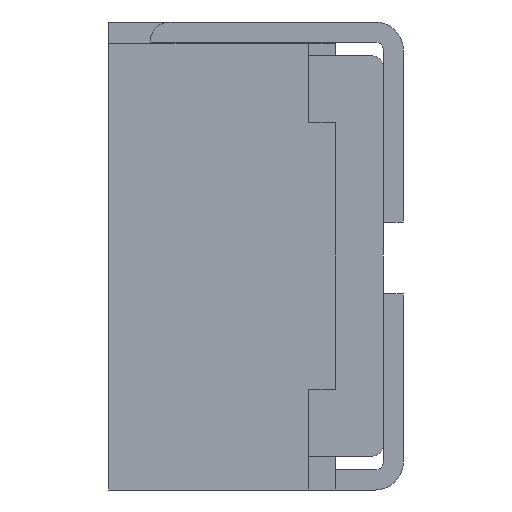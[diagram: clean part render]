
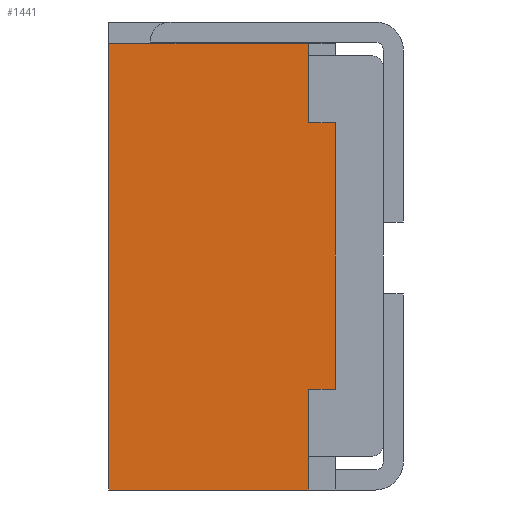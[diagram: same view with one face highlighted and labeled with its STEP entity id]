
A CAD part, left-side view. The second image highlights one B-rep face of the part: STEP entity #1441.
In plain terms, the highlighted planar face has unit normal (-1, 0, 0).
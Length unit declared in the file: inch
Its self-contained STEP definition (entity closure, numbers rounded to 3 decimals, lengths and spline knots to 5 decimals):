
#9=DIRECTION('',(0.,0.,1.));
#10=VECTOR('',#9,0.07874);
#11=CARTESIAN_POINT('',(-0.06299,0.,-0.03937));
#12=LINE('',#11,#10);
#35=DIRECTION('',(0.,0.,1.));
#36=VECTOR('',#35,0.02972);
#37=CARTESIAN_POINT('',(-0.06299,0.00787,
-0.06909));
#38=LINE('',#37,#36);
#39=DIRECTION('',(0.,1.,0.));
#40=VECTOR('',#39,0.05906);
#41=CARTESIAN_POINT('',(-0.06299,0.00787,
-0.06909));
#42=LINE('',#41,#40);
#43=DIRECTION('',(0.,1.,0.));
#44=VECTOR('',#43,0.05906);
#45=CARTESIAN_POINT('',(-0.06299,0.00787,
0.0628));
#46=LINE('',#45,#44);
#47=DIRECTION('',(0.,0.,1.));
#48=VECTOR('',#47,0.02343);
#49=CARTESIAN_POINT('',(-0.06299,0.00787,
0.03937));
#50=LINE('',#49,#48);
#51=DIRECTION('',(0.,1.,0.));
#52=VECTOR('',#51,0.00787);
#53=CARTESIAN_POINT('',(-0.06299,0.,0.03937));
#54=LINE('',#53,#52);
#55=DIRECTION('',(0.,1.,0.));
#56=VECTOR('',#55,0.00787);
#57=CARTESIAN_POINT('',(-0.06299,0.,-0.03937));
#58=LINE('',#57,#56);
#297=DIRECTION('',(0.,0.,1.));
#298=VECTOR('',#297,0.13189);
#299=CARTESIAN_POINT('',(-0.06299,0.06693,
-0.06909));
#300=LINE('',#299,#298);
#1067=CARTESIAN_POINT('',(-0.06299,0.06693,
0.0628));
#1068=VERTEX_POINT('',#1067);
#1075=CARTESIAN_POINT('',(-0.06299,0.06693,
-0.06909));
#1076=VERTEX_POINT('',#1075);
#1079=CARTESIAN_POINT('',(-0.06299,0.00787,
-0.06909));
#1080=CARTESIAN_POINT('',(-0.06299,0.00787,
-0.03937));
#1081=VERTEX_POINT('',#1079);
#1082=VERTEX_POINT('',#1080);
#1083=CARTESIAN_POINT('',(-0.06299,0.00787,
0.03937));
#1084=CARTESIAN_POINT('',(-0.06299,0.00787,
0.0628));
#1085=VERTEX_POINT('',#1083);
#1086=VERTEX_POINT('',#1084);
#1087=CARTESIAN_POINT('',(-0.06299,0.,-0.03937));
#1088=VERTEX_POINT('',#1087);
#1089=CARTESIAN_POINT('',(-0.06299,0.,0.03937));
#1090=VERTEX_POINT('',#1089);
#1420=CARTESIAN_POINT('',(-0.06299,0.,-0.06909));
#1421=DIRECTION('',(-1.,0.,0.));
#1422=DIRECTION('',(0.,0.,1.));
#1423=AXIS2_PLACEMENT_3D('',#1420,#1421,#1422);
#1424=PLANE('',#1423);
#1426=ORIENTED_EDGE('',*,*,#1425,.F.);
#1428=ORIENTED_EDGE('',*,*,#1427,.T.);
#1430=ORIENTED_EDGE('',*,*,#1429,.T.);
#1432=ORIENTED_EDGE('',*,*,#1431,.F.);
#1434=ORIENTED_EDGE('',*,*,#1433,.F.);
#1435=ORIENTED_EDGE('',*,*,#1413,.F.);
#1436=ORIENTED_EDGE('',*,*,#1372,.F.);
#1438=ORIENTED_EDGE('',*,*,#1437,.T.);
#1439=EDGE_LOOP('',(#1426,#1428,#1430,#1432,#1434,#1435,#1436,#1438));
#1440=FACE_OUTER_BOUND('',#1439,.F.);
#1441=ADVANCED_FACE('',(#1440),#1424,.T.);
#1372=EDGE_CURVE('',#1088,#1090,#12,.T.);
#1413=EDGE_CURVE('',#1090,#1085,#54,.T.);
#1425=EDGE_CURVE('',#1081,#1082,#38,.T.);
#1427=EDGE_CURVE('',#1081,#1076,#42,.T.);
#1429=EDGE_CURVE('',#1076,#1068,#300,.T.);
#1431=EDGE_CURVE('',#1086,#1068,#46,.T.);
#1433=EDGE_CURVE('',#1085,#1086,#50,.T.);
#1437=EDGE_CURVE('',#1088,#1082,#58,.T.);
